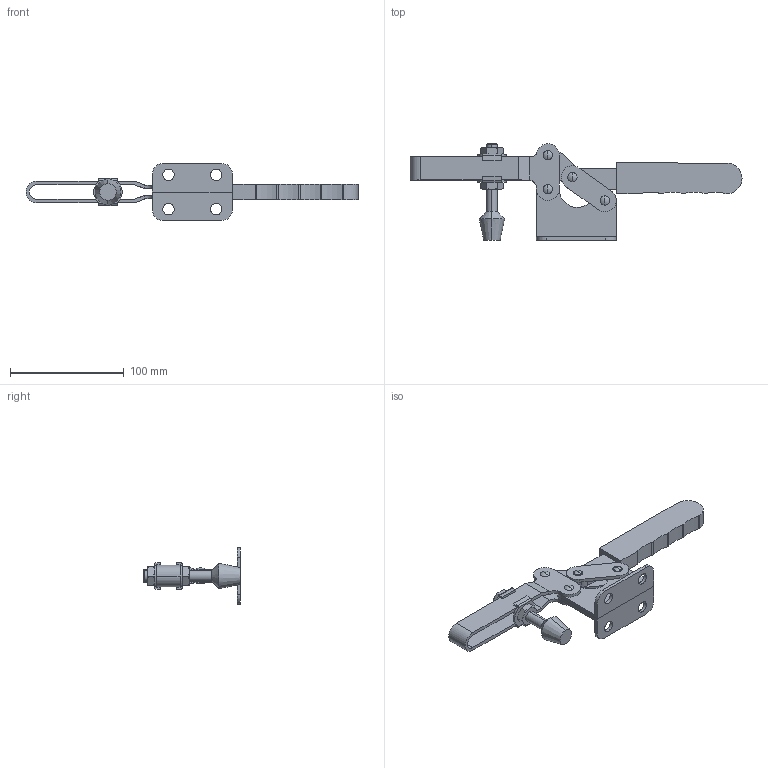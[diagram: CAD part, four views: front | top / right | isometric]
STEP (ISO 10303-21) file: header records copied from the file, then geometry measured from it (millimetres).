
FILE_DESCRIPTION (( 'STEP AP214' ), '1' );
FILE_NAME ('GH-200-WL(Â²¤Æ)-1.STEP', '2020-07-15T02:45:02', ( 'LinWei' ), ( '' ), 'SwSTEP 2.0', 'SolidWorks 2016', '' );
FILE_SCHEMA (( 'AUTOMOTIVE_DESIGN' ));
Length unit declared in the file: millimetre
Products named in the file (6): Group1^GH-200-WL(簡化); Group5^GH-200-WL(簡化)-1; Group4^GH-200-WL(簡化)-1; Group2^GH-200-WL(簡化)-1; Group1^GH-200-WL(簡化)-1; GH-200-WL(簡化)-1
Assembly tree (5 placements, depth 2):
  GH-200-WL(簡化)-1
    Group1^GH-200-WL(簡化)-1
    Group2^GH-200-WL(簡化)-1
    Group4^GH-200-WL(簡化)-1
    Group5^GH-200-WL(簡化)-1
    Group1^GH-200-WL(簡化)
Bounding box: 291.4 x 85 x 50 mm (x, y, z)
Volume: 113913.1 mm3; surface area: 53229.7 mm2
Topology: 6 solids, 6 shells, 243 faces, 600 edges, 388 vertices
Faces by surface type: plane 107, cylinder 98, cone 30, sphere 8
Entity records: 8535 total; most frequent: CARTESIAN_POINT 1523, DIRECTION 1285, ORIENTED_EDGE 1200, EDGE_CURVE 600, AXIS2_PLACEMENT_3D 486, VERTEX_POINT 388, VECTOR 313, LINE 313
